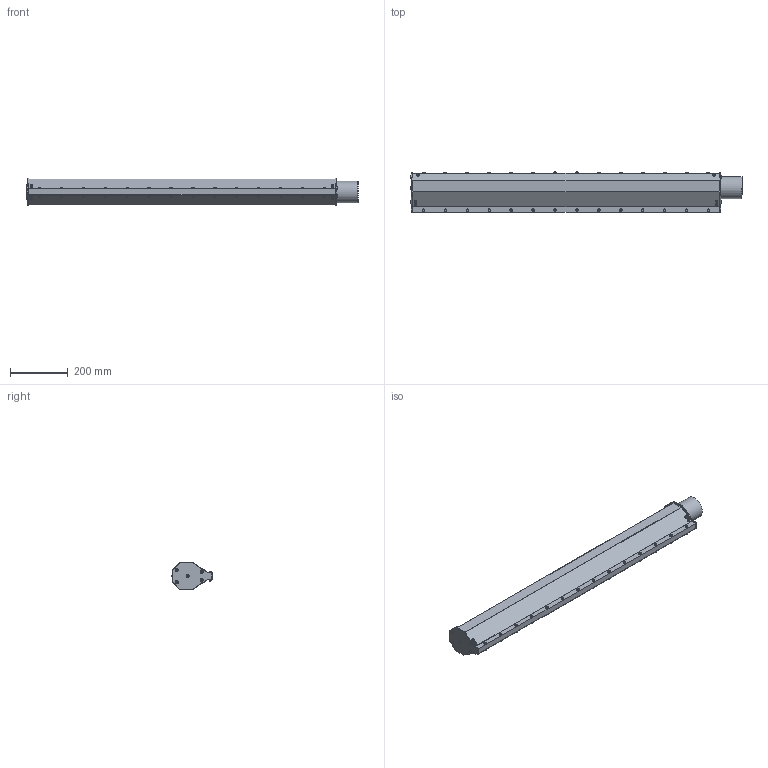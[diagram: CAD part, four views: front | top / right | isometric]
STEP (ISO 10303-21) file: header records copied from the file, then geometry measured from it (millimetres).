
FILE_DESCRIPTION(/* description */ (''),/* implementation_level */ '2;1');
FILE_NAME(/* name */ 'MAP1xxxxxx042 DUMMY.stp',/* time_stamp */ '2018-01-30T11:45:21-05:00',/* author */ ('James'),/* organization */ (''),/* preprocessor_version */ 'ST-DEVELOPER v16.5',/* originating_system */ 'Autodesk Inventor 2017',/* authorisation */ '');
FILE_SCHEMA (('AUTOMOTIVE_DESIGN { 1 0 10303 214 3 1 1 }'));
Products named in the file (1): MAP1xxxxxx042 DUMMY
Bounding box: 1154.43 x 139.7 x 96.52 mm (x, y, z)
Volume: 9323754.2 mm3; surface area: 447339.6 mm2
Topology: 1 solids, 1 shells, 966 faces, 2131 edges, 1358 vertices
Faces by surface type: plane 396, cone 266, cylinder 187, bspline 68, sphere 35, torus 14
Full cylindrical faces by diameter (mm): 7.6 x8, 9 x36, 9.5 x12, 10.5 x15, 11 x27, 76.2 x1
Entity records: 87326 total; most frequent: CARTESIAN_POINT 68165, ORIENTED_EDGE 3806, DIRECTION 3720, EDGE_CURVE 1903, AXIS2_PLACEMENT_3D 1590, EDGE_LOOP 1272, VERTEX_POINT 1269, FACE_OUTER_BOUND 954
